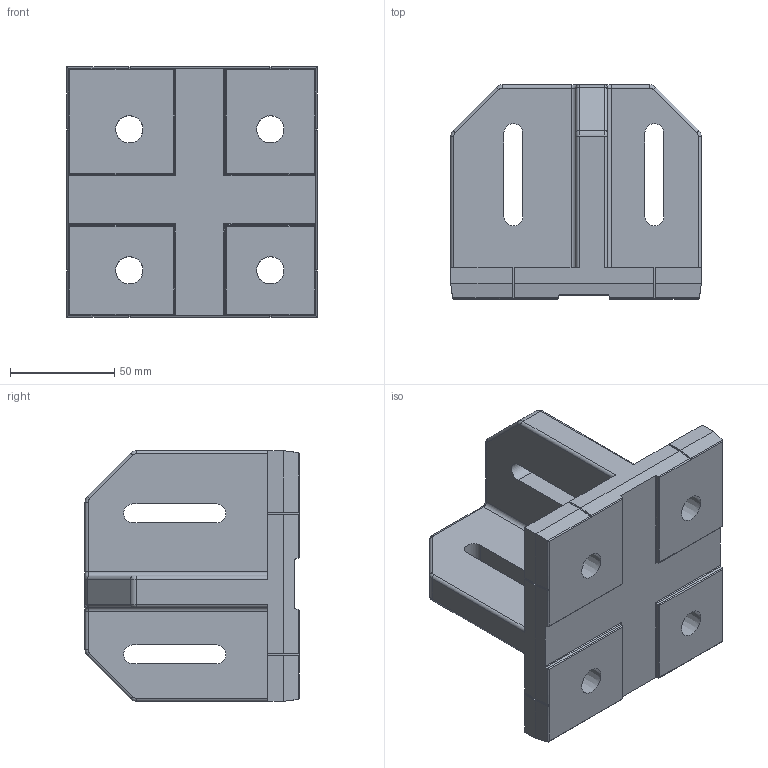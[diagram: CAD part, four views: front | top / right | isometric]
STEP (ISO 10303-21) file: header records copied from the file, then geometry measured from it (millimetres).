
FILE_DESCRIPTION(/* description */ ('STEP AP214'),/* implementation_level */ '2;1');
FILE_NAME(/* name */ '098G4560X120A',/* time_stamp */ '2022-09-13T12:04:13+02:00',/* author */ ('License CC BY-ND 4.0'),/* organization */ ('CADENAS'),/* preprocessor_version */ 'ST-DEVELOPER v18.102',/* originating_system */ 'PARTsolutions',/* authorisation */ ' ');
FILE_SCHEMA (('AUTOMOTIVE_DESIGN {1 0 10303 214 3 1 1}'));
Length unit declared in the file: millimetre
Products named in the file (1): 098G4560X120A
Bounding box: 120 x 102.5 x 120 mm (x, y, z)
Volume: 449220.1 mm3; surface area: 78410.2 mm2
Topology: 1 solids, 1 shells, 190 faces, 496 edges, 308 vertices
Faces by surface type: plane 94, cylinder 68, torus 20, cone 8
Entity records: 5802 total; most frequent: DIRECTION 1034, CARTESIAN_POINT 987, ORIENTED_EDGE 976, EDGE_CURVE 488, AXIS2_PLACEMENT_3D 355, LINE 324, VECTOR 324, VERTEX_POINT 308
